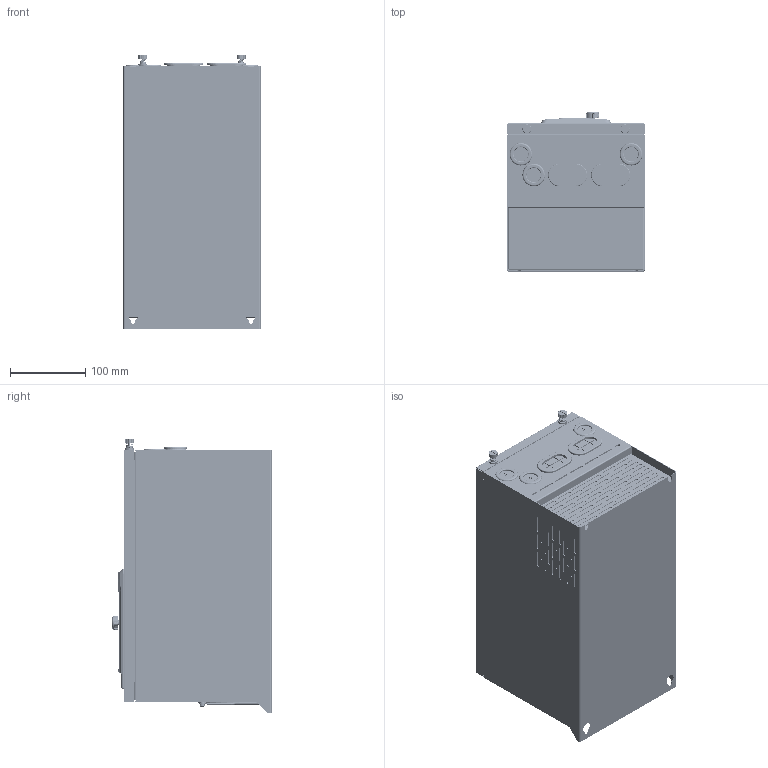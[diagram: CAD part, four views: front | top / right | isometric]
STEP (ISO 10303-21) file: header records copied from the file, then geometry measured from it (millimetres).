
FILE_DESCRIPTION((''),'2;1');
FILE_NAME('PRT0021','2023-05-16T17:25:42',('A004155'),(''),'CREO PARAMETRIC BY PTC INC, 2020074','CREO PARAMETRIC BY PTC INC, 2020074','');
FILE_SCHEMA(('CONFIG_CONTROL_DESIGN'));
Products named in the file (1): PRT0021
Bounding box: 182 x 210.9 x 363 mm (x, y, z)
Volume: 10266480 mm3; surface area: 1323058.1 mm2
Topology: 1 solids, 79 shells, 6177 faces, 18590 edges, 12709 vertices
Faces by surface type: plane 3226, cylinder 1947, bspline 465, cone 253, torus 208, sphere 68, extrusion 10
Entity records: 236239 total; most frequent: CARTESIAN_POINT 68134, ORIENTED_EDGE 37086, DIRECTION 33143, EDGE_CURVE 18543, VERTEX_POINT 12709, AXIS2_PLACEMENT_3D 11346, VECTOR 10451, LINE 10441
